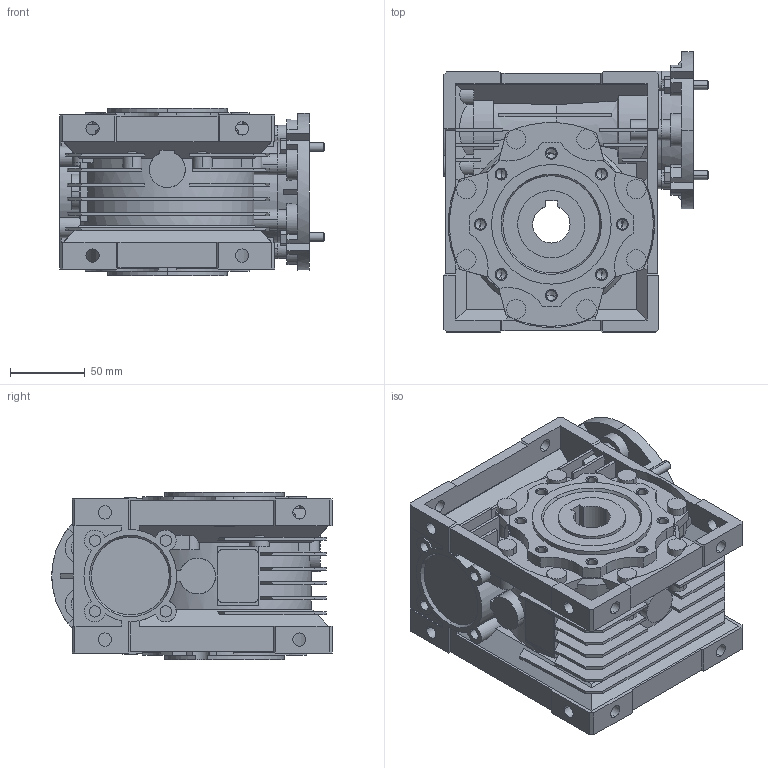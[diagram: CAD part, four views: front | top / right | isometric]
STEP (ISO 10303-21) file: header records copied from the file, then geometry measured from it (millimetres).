
FILE_DESCRIPTION (( 'STEP AP214' ), '1' );
FILE_NAME ('PMRV063_71_B14.STEP', '2018-05-29T11:10:55', ( 'admin' ), ( '' ), 'SwSTEP 2.0', 'SolidWorks 2018', '' );
FILE_SCHEMA (( 'AUTOMOTIVE_DESIGN' ));
Length unit declared in the file: millimetre
Products named in the file (1): PMRV063_71_B14
Bounding box: 177 x 187.5 x 112 mm (x, y, z)
Volume: 1821509.8 mm3; surface area: 336662.4 mm2
Topology: 4 solids, 6 shells, 1269 faces, 3486 edges, 2251 vertices
Faces by surface type: plane 734, cylinder 393, cone 138, torus 4
Entity records: 41677 total; most frequent: CARTESIAN_POINT 9121, ORIENTED_EDGE 6908, DIRECTION 6780, EDGE_CURVE 3454, AXIS2_PLACEMENT_3D 2341, VERTEX_POINT 2251, LINE 2098, VECTOR 2098
